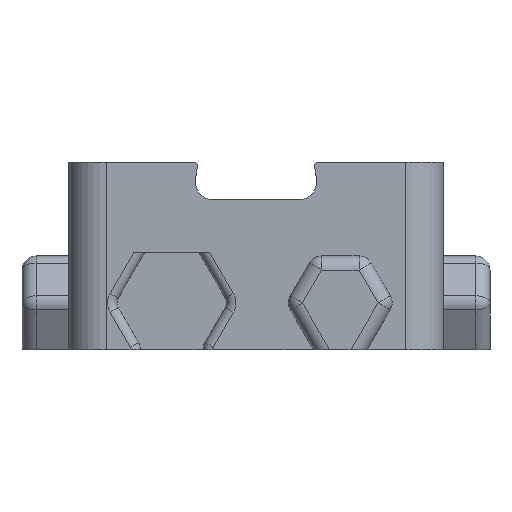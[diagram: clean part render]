
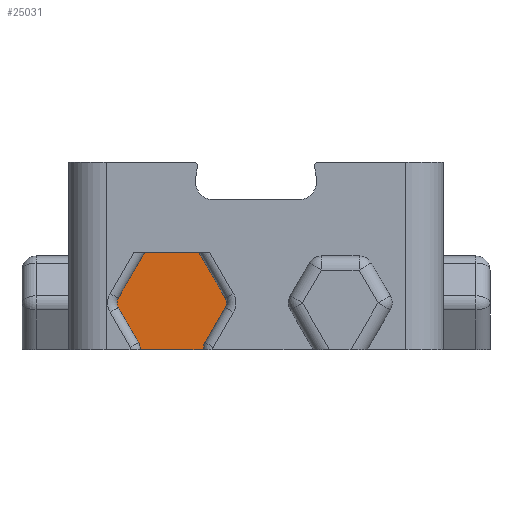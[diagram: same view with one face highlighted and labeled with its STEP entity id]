
A CAD part, left-side view. The second image highlights one B-rep face of the part: STEP entity #25031.
In plain terms, the highlighted planar face has unit normal (-1, 0, 0).
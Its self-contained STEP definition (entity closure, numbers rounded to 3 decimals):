
#22401 = VERTEX_POINT('',#22402);
#22402 = CARTESIAN_POINT('',(-14.8,6.113,10.4));
#22408 = EDGE_CURVE('',#22401,#22409,#22411,.T.);
#22409 = VERTEX_POINT('',#22410);
#22410 = CARTESIAN_POINT('',(-14.8,11.887,10.4));
#22411 = LINE('',#22412,#22413);
#22412 = CARTESIAN_POINT('',(-14.8,6.113,10.4));
#22413 = VECTOR('',#22414,1.);
#22414 = DIRECTION('',(0.,1.,0.));
#25004 = VERTEX_POINT('',#25005);
#25005 = CARTESIAN_POINT('',(-14.8,12.551,0.75));
#25011 = EDGE_CURVE('',#25004,#25012,#25014,.T.);
#25012 = VERTEX_POINT('',#25013);
#25013 = CARTESIAN_POINT('',(-14.8,12.35,0.));
#25014 = CIRCLE('',#25015,1.5);
#25015 = AXIS2_PLACEMENT_3D('',#25016,#25017,#25018);
#25016 = CARTESIAN_POINT('',(-14.8,13.85,0.)
  );
#25017 = DIRECTION('',(1.,0.,0.));
#25018 = DIRECTION('',(0.,1.,0.));
#25031 = ADVANCED_FACE('',(#25032),#25099,.T.);
#25032 = FACE_BOUND('',#25033,.T.);
#25033 = EDGE_LOOP('',(#25034,#25042,#25043,#25051,#25060,#25068,#25077,
    #25083,#25084,#25092));
#25034 = ORIENTED_EDGE('',*,*,#25035,.T.);
#25035 = EDGE_CURVE('',#25036,#25004,#25038,.T.);
#25036 = VERTEX_POINT('',#25037);
#25037 = CARTESIAN_POINT('',(-14.8,14.716,4.5));
#25038 = LINE('',#25039,#25040);
#25039 = CARTESIAN_POINT('',(-14.8,14.716,4.5));
#25040 = VECTOR('',#25041,1.);
#25041 = DIRECTION('',(0.,-0.5,
    -0.866));
#25042 = ORIENTED_EDGE('',*,*,#25011,.T.);
#25043 = ORIENTED_EDGE('',*,*,#25044,.T.);
#25044 = EDGE_CURVE('',#25012,#25045,#25047,.T.);
#25045 = VERTEX_POINT('',#25046);
#25046 = CARTESIAN_POINT('',(-14.8,5.65,0.));
#25047 = LINE('',#25048,#25049);
#25048 = CARTESIAN_POINT('',(-14.8,12.35,0.)
  );
#25049 = VECTOR('',#25050,1.);
#25050 = DIRECTION('',(0.,-1.,0.));
#25051 = ORIENTED_EDGE('',*,*,#25052,.T.);
#25052 = EDGE_CURVE('',#25045,#25053,#25055,.T.);
#25053 = VERTEX_POINT('',#25054);
#25054 = CARTESIAN_POINT('',(-14.8,5.449,0.75));
#25055 = CIRCLE('',#25056,1.5);
#25056 = AXIS2_PLACEMENT_3D('',#25057,#25058,#25059);
#25057 = CARTESIAN_POINT('',(-14.8,4.15,0.));
#25058 = DIRECTION('',(1.,0.,0.));
#25059 = DIRECTION('',(0.,1.,0.));
#25060 = ORIENTED_EDGE('',*,*,#25061,.T.);
#25061 = EDGE_CURVE('',#25053,#25062,#25064,.T.);
#25062 = VERTEX_POINT('',#25063);
#25063 = CARTESIAN_POINT('',(-14.8,3.284,4.5));
#25064 = LINE('',#25065,#25066);
#25065 = CARTESIAN_POINT('',(-14.8,5.449,0.75));
#25066 = VECTOR('',#25067,1.);
#25067 = DIRECTION('',(0.,-0.5,0.866));
#25068 = ORIENTED_EDGE('',*,*,#25069,.F.);
#25069 = EDGE_CURVE('',#25070,#25062,#25072,.T.);
#25070 = VERTEX_POINT('',#25071);
#25071 = CARTESIAN_POINT('',(-14.8,3.284,5.5));
#25072 = CIRCLE('',#25073,1.);
#25073 = AXIS2_PLACEMENT_3D('',#25074,#25075,#25076);
#25074 = CARTESIAN_POINT('',(-14.8,4.15,5.));
#25075 = DIRECTION('',(1.,0.,0.));
#25076 = DIRECTION('',(0.,1.,0.));
#25077 = ORIENTED_EDGE('',*,*,#25078,.T.);
#25078 = EDGE_CURVE('',#25070,#22401,#25079,.T.);
#25079 = LINE('',#25080,#25081);
#25080 = CARTESIAN_POINT('',(-14.8,3.284,5.5));
#25081 = VECTOR('',#25082,1.);
#25082 = DIRECTION('',(0.,0.5,0.866)
  );
#25083 = ORIENTED_EDGE('',*,*,#22408,.T.);
#25084 = ORIENTED_EDGE('',*,*,#25085,.T.);
#25085 = EDGE_CURVE('',#22409,#25086,#25088,.T.);
#25086 = VERTEX_POINT('',#25087);
#25087 = CARTESIAN_POINT('',(-14.8,14.716,5.5));
#25088 = LINE('',#25089,#25090);
#25089 = CARTESIAN_POINT('',(-14.8,11.887,10.4));
#25090 = VECTOR('',#25091,1.);
#25091 = DIRECTION('',(0.,0.5,-0.866
    ));
#25092 = ORIENTED_EDGE('',*,*,#25093,.F.);
#25093 = EDGE_CURVE('',#25036,#25086,#25094,.T.);
#25094 = CIRCLE('',#25095,1.);
#25095 = AXIS2_PLACEMENT_3D('',#25096,#25097,#25098);
#25096 = CARTESIAN_POINT('',(-14.8,13.85,5.));
#25097 = DIRECTION('',(1.,0.,0.));
#25098 = DIRECTION('',(0.,1.,0.));
#25099 = PLANE('',#25100);
#25100 = AXIS2_PLACEMENT_3D('',#25101,#25102,#25103);
#25101 = CARTESIAN_POINT('',(-14.8,9.,5.09));
#25102 = DIRECTION('',(-1.,0.,0.));
#25103 = DIRECTION('',(0.,0.,1.));
